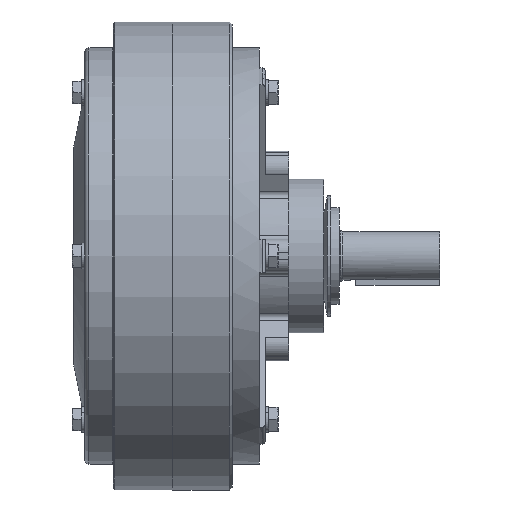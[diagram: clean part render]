
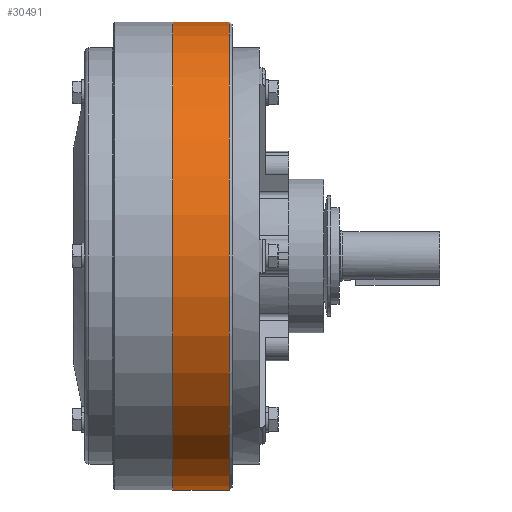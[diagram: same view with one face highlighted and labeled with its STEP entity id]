
A CAD part, front view. The second image highlights one B-rep face of the part: STEP entity #30491.
In plain terms, the highlighted cylindrical face has radius 167.5 mm (diameter 335 mm), a partial arc.
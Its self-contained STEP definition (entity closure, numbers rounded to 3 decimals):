
#2467 = EDGE_CURVE ( 'NONE', #13581, #30473, #8262, .T. ) ;
#2990 = AXIS2_PLACEMENT_3D ( 'NONE', #20688, #10498, #6452 ) ;
#3750 = EDGE_LOOP ( 'NONE', ( #29421, #10412, #16887, #14639 ) ) ;
#4016 = LINE ( 'NONE', #21828, #9526 ) ;
#4686 = CARTESIAN_POINT ( 'NONE',  ( 40.5, 0., 0. ) ) ;
#5537 = VECTOR ( 'NONE', #27685, 1000. ) ;
#6452 = DIRECTION ( 'NONE',  ( 0., 0., 1. ) ) ;
#6854 = CIRCLE ( 'NONE', #18043, 167.5 ) ;
#7843 = EDGE_CURVE ( 'NONE', #23005, #11123, #6854, .T. ) ;
#8262 = CIRCLE ( 'NONE', #23398, 167.5 ) ;
#9272 = EDGE_CURVE ( 'NONE', #13581, #23005, #4016, .T. ) ;
#9526 = VECTOR ( 'NONE', #29302, 1000. ) ;
#9835 = DIRECTION ( 'NONE',  ( 0., 0., 1. ) ) ;
#10099 = CARTESIAN_POINT ( 'NONE',  ( 40.5, 0., -167.5 ) ) ;
#10412 = ORIENTED_EDGE ( 'NONE', *, *, #2467, .T. ) ;
#10498 = DIRECTION ( 'NONE',  ( -1., 0., 0. ) ) ;
#10788 = DIRECTION ( 'NONE',  ( -1., 0., 0. ) ) ;
#11123 = VERTEX_POINT ( 'NONE', #17842 ) ;
#11904 = CARTESIAN_POINT ( 'NONE',  ( -45.02, 0., 167.5 ) ) ;
#13254 = CARTESIAN_POINT ( 'NONE',  ( 40.5, 0., 167.5 ) ) ;
#13581 = VERTEX_POINT ( 'NONE', #10099 ) ;
#13646 = FACE_OUTER_BOUND ( 'NONE', #3750, .T. ) ;
#14639 = ORIENTED_EDGE ( 'NONE', *, *, #7843, .F. ) ;
#16887 = ORIENTED_EDGE ( 'NONE', *, *, #28012, .T. ) ;
#17842 = CARTESIAN_POINT ( 'NONE',  ( 0.001, 0., 167.5 ) ) ;
#18043 = AXIS2_PLACEMENT_3D ( 'NONE', #25834, #10788, #28356 ) ;
#18867 = LINE ( 'NONE', #11904, #5537 ) ;
#20688 = CARTESIAN_POINT ( 'NONE',  ( -45.02, 0., 0. ) ) ;
#21080 = CYLINDRICAL_SURFACE ( 'NONE', #2990, 167.5 ) ;
#21828 = CARTESIAN_POINT ( 'NONE',  ( -45.02, 0., -167.5 ) ) ;
#22116 = DIRECTION ( 'NONE',  ( -1., 0., 0. ) ) ;
#23005 = VERTEX_POINT ( 'NONE', #23369 ) ;
#23369 = CARTESIAN_POINT ( 'NONE',  ( 0.001, 0., -167.5 ) ) ;
#23398 = AXIS2_PLACEMENT_3D ( 'NONE', #4686, #22116, #9835 ) ;
#25834 = CARTESIAN_POINT ( 'NONE',  ( 0.001, 0., 0. ) ) ;
#27685 = DIRECTION ( 'NONE',  ( -1., 0., 0. ) ) ;
#28012 = EDGE_CURVE ( 'NONE', #30473, #11123, #18867, .T. ) ;
#28356 = DIRECTION ( 'NONE',  ( 0., 0., 1. ) ) ;
#29302 = DIRECTION ( 'NONE',  ( -1., 0., 0. ) ) ;
#29421 = ORIENTED_EDGE ( 'NONE', *, *, #9272, .F. ) ;
#30473 = VERTEX_POINT ( 'NONE', #13254 ) ;
#30491 = ADVANCED_FACE ( 'NONE', ( #13646 ), #21080, .T. ) ;
